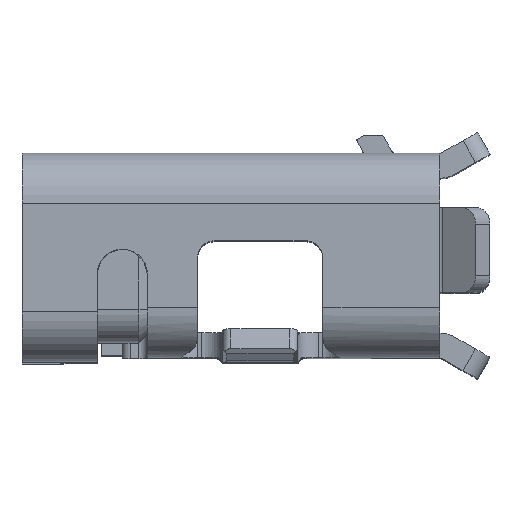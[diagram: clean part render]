
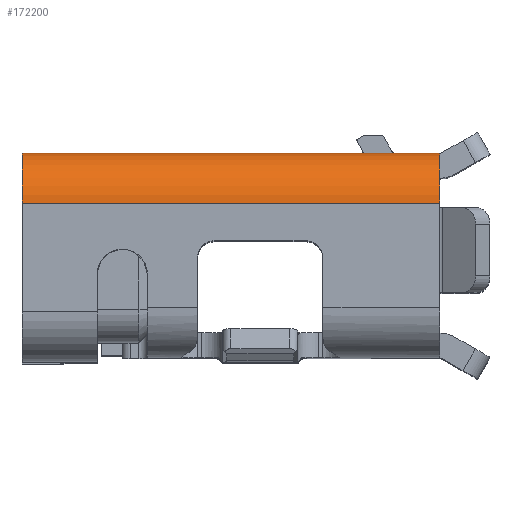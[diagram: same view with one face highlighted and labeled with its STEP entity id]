
A CAD part, top view. The second image highlights one B-rep face of the part: STEP entity #172200.
In plain terms, the highlighted cylindrical face has radius 0.6 mm (diameter 1.2 mm), a partial arc.
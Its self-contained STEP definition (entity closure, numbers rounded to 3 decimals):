
#34360=CARTESIAN_POINT('',(0.,1.6,7.175));
#34370=VERTEX_POINT('',#34360);
#34400=CARTESIAN_POINT('',(1.156,1.6,7.175));
#34410=DIRECTION('',(-1.,0.,0.));
#34420=VECTOR('',#34410,1.);
#34430=LINE('',#34400,#34420);
#34440=CARTESIAN_POINT('',(5.,1.6,7.175));
#34450=VERTEX_POINT('',#34440);
#34460=EDGE_CURVE('',#34450,#34370,#34430,.T.);
#45370=CARTESIAN_POINT('',(5.,2.2,6.575));
#45380=VERTEX_POINT('',#45370);
#45410=CARTESIAN_POINT('',(1.156,2.2,6.575));
#45420=DIRECTION('',(-1.,0.,0.));
#45430=VECTOR('',#45420,1.);
#45440=LINE('',#45410,#45430);
#45450=CARTESIAN_POINT('',(0.,2.2,6.575));
#45460=VERTEX_POINT('',#45450);
#45470=EDGE_CURVE('',#45380,#45460,#45440,.T.);
#156530=CARTESIAN_POINT('',(0.,1.6,6.575));
#156540=DIRECTION('',(-1.,0.,0.));
#156550=DIRECTION('',(0.,0.,1.));
#156560=AXIS2_PLACEMENT_3D('',#156530,#156540,#156550);
#156570=CIRCLE('',#156560,0.6);
#156580=EDGE_CURVE('',#34370,#45460,#156570,.T.);
#172030=CARTESIAN_POINT('',(1.156,1.6,6.575));
#172040=DIRECTION('',(-1.,0.,0.));
#172050=DIRECTION('',(0.,0.,1.));
#172060=AXIS2_PLACEMENT_3D('',#172030,#172040,#172050);
#172070=CYLINDRICAL_SURFACE('',#172060,0.6);
#172080=CARTESIAN_POINT('',(5.,1.6,6.575));
#172090=DIRECTION('',(-1.,0.,0.));
#172100=DIRECTION('',(0.,0.,1.));
#172110=AXIS2_PLACEMENT_3D('',#172080,#172090,#172100);
#172120=CIRCLE('',#172110,0.6);
#172130=EDGE_CURVE('',#34450,#45380,#172120,.T.);
#172140=ORIENTED_EDGE('',*,*,#172130,.T.);
#172150=ORIENTED_EDGE('',*,*,#34460,.F.);
#172160=ORIENTED_EDGE('',*,*,#156580,.F.);
#172170=ORIENTED_EDGE('',*,*,#45470,.T.);
#172180=EDGE_LOOP('',(#172170,#172160,#172150,#172140));
#172190=FACE_OUTER_BOUND('',#172180,.T.);
#172200=ADVANCED_FACE('',(#172190),#172070,.T.);
